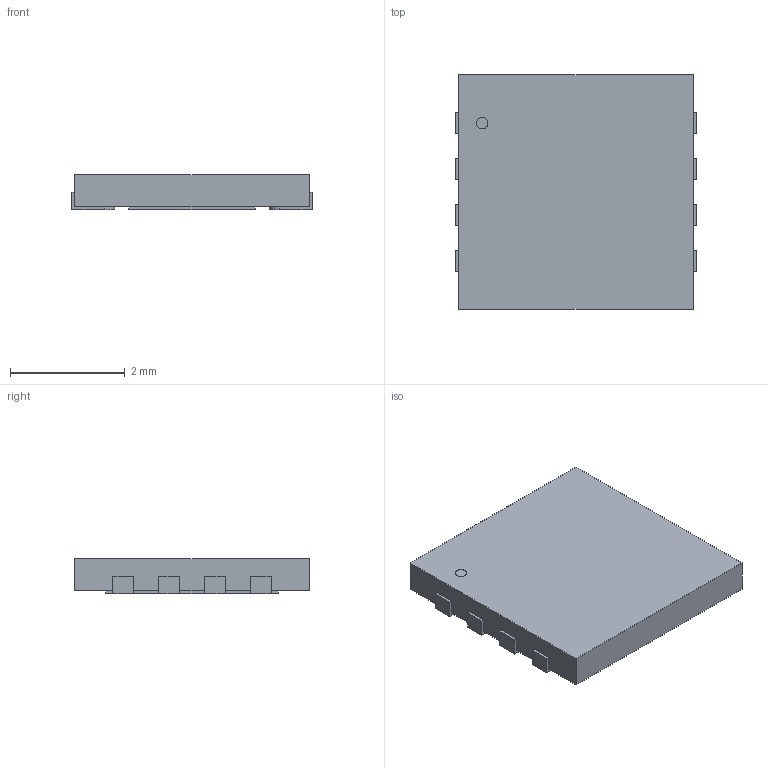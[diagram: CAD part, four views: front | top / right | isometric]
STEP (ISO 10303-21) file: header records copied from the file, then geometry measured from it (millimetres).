
FILE_DESCRIPTION(('STEP AP214'),'1');
FILE_NAME('LDC08A_TEX','2025-05-30T11:25:30',(''),(''),'','','');
FILE_SCHEMA(('AUTOMOTIVE_DESIGN'));
Length unit declared in the file: millimetre
Products named in the file (1): product
Bounding box: 4.19 x 4.09 x 0.61 mm (x, y, z)
Volume: 9.8 mm3; surface area: 62.9 mm2
Topology: 11 solids, 11 shells, 79 faces, 171 edges, 114 vertices
Faces by surface type: plane 70, cylinder 9
Full cylindrical faces by diameter (mm): 0.204 x1
Entity records: 2197 total; most frequent: DIRECTION 350, ORIENTED_EDGE 340, CARTESIAN_POINT 213, EDGE_CURVE 170, LINE 152, VECTOR 152, VERTEX_POINT 114, AXIS2_PLACEMENT_3D 99
